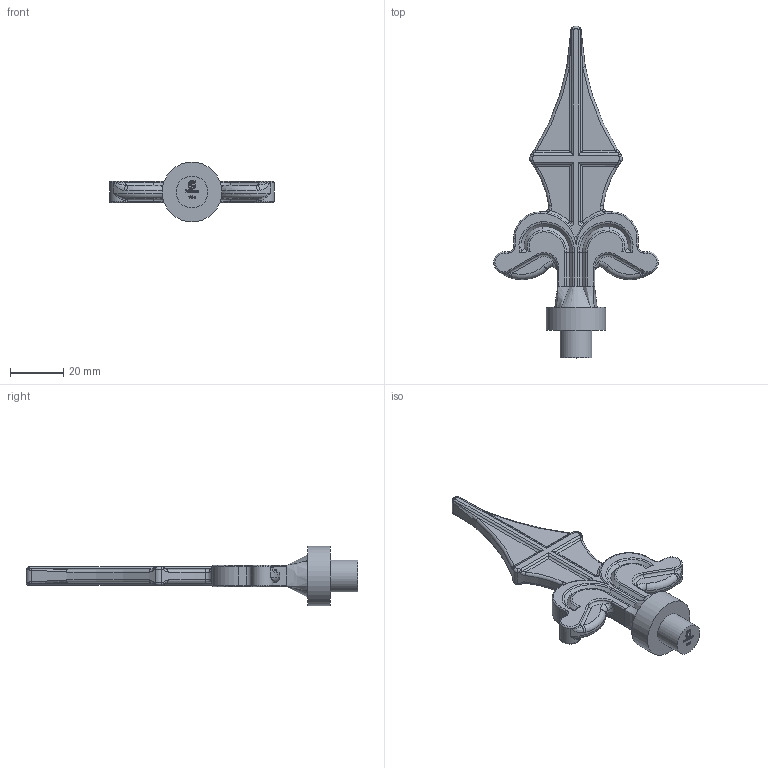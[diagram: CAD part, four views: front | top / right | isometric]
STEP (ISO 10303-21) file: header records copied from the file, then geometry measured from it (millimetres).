
FILE_DESCRIPTION (( 'STEP AP203' ), '1' );
FILE_NAME ('124-1.STEP', '2022-04-22T09:43:54', ( '' ), ( '' ), 'SwSTEP 2.0', 'SolidWorks 2018', '' );
FILE_SCHEMA (( 'CONFIG_CONTROL_DESIGN' ));
Length unit declared in the file: millimetre
Products named in the file (1): 124-1
Bounding box: 62 x 124.99 x 22.5 mm (x, y, z)
Volume: 21376.3 mm3; surface area: 8949.5 mm2
Topology: 1 solids, 1 shells, 496 faces, 1242 edges, 752 vertices
Faces by surface type: plane 174, bspline 120, cylinder 89, torus 81, cone 16, sphere 16
Full cylindrical faces by diameter (mm): 12 x1, 22.5 x1
Entity records: 19448 total; most frequent: CARTESIAN_POINT 8399, ORIENTED_EDGE 2448, DIRECTION 2032, EDGE_CURVE 1224, VERTEX_POINT 752, AXIS2_PLACEMENT_3D 715, LINE 602, VECTOR 602
